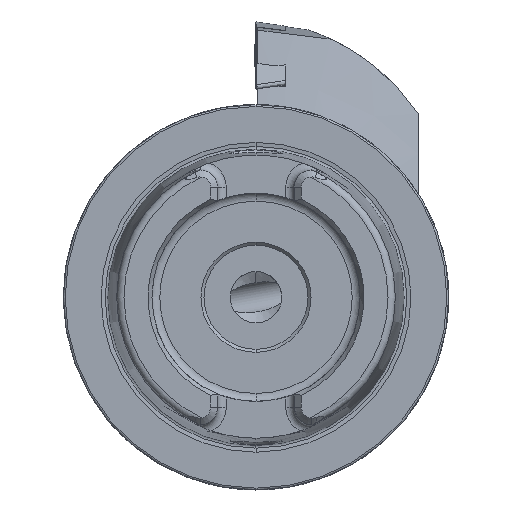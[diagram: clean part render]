
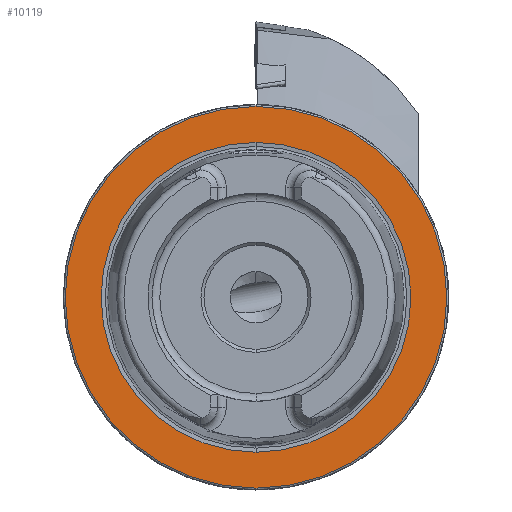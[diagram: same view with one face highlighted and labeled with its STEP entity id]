
A CAD part, left-side view. The second image highlights one B-rep face of the part: STEP entity #10119.
In plain terms, the highlighted planar face has unit normal (-1, 0, 0).
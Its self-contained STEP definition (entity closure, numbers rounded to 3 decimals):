
#511 = DIRECTION ( 'NONE',  ( -1., 0., 0. ) ) ;
#1751 = EDGE_CURVE ( 'NONE', #4357, #7350, #13887, .T. ) ;
#2319 = CARTESIAN_POINT ( 'NONE',  ( 0., 0., -31.2 ) ) ;
#2511 = CARTESIAN_POINT ( 'NONE',  ( 0., 0., 25.324 ) ) ;
#2556 = DIRECTION ( 'NONE',  ( -1., 0., 0. ) ) ;
#2922 = EDGE_LOOP ( 'NONE', ( #5013, #14209 ) ) ;
#3585 = CARTESIAN_POINT ( 'NONE',  ( 0., 31.2, 0. ) ) ;
#4189 = CARTESIAN_POINT ( 'NONE',  ( 0., 0., 0. ) ) ;
#4357 = VERTEX_POINT ( 'NONE', #13577 ) ;
#4362 = DIRECTION ( 'NONE',  ( 0., 0., 1. ) ) ;
#4366 = AXIS2_PLACEMENT_3D ( 'NONE', #8319, #511, #4362 ) ;
#4559 = CARTESIAN_POINT ( 'NONE',  ( 0., 0., 0. ) ) ;
#4826 = ORIENTED_EDGE ( 'NONE', *, *, #15046, .F. ) ;
#4910 = AXIS2_PLACEMENT_3D ( 'NONE', #4189, #16044, #5603 ) ;
#5013 = ORIENTED_EDGE ( 'NONE', *, *, #11488, .T. ) ;
#5282 = FACE_OUTER_BOUND ( 'NONE', #2922, .T. ) ;
#5603 = DIRECTION ( 'NONE',  ( 0., 0., 1. ) ) ;
#5610 = VERTEX_POINT ( 'NONE', #2319 ) ;
#6285 = CARTESIAN_POINT ( 'NONE',  ( 0., 0., 0. ) ) ;
#6911 = AXIS2_PLACEMENT_3D ( 'NONE', #3585, #13971, #16578 ) ;
#7306 = VERTEX_POINT ( 'NONE', #12962 ) ;
#7350 = VERTEX_POINT ( 'NONE', #2511 ) ;
#7528 = DIRECTION ( 'NONE',  ( 0., 0., 1. ) ) ;
#7762 = FACE_BOUND ( 'NONE', #16041, .T. ) ;
#8319 = CARTESIAN_POINT ( 'NONE',  ( 0., 0., 0. ) ) ;
#8365 = CIRCLE ( 'NONE', #9897, 31.2 ) ;
#9632 = EDGE_CURVE ( 'NONE', #5610, #7306, #8365, .T. ) ;
#9841 = DIRECTION ( 'NONE',  ( -1., 0., 0. ) ) ;
#9897 = AXIS2_PLACEMENT_3D ( 'NONE', #6285, #2556, #7528 ) ;
#10119 = ADVANCED_FACE ( 'NONE', ( #7762, #5282 ), #11532, .F. ) ;
#10478 = ORIENTED_EDGE ( 'NONE', *, *, #1751, .F. ) ;
#11488 = EDGE_CURVE ( 'NONE', #7306, #5610, #11645, .T. ) ;
#11532 = PLANE ( 'NONE',  #6911 ) ;
#11645 = CIRCLE ( 'NONE', #4910, 31.2 ) ;
#12318 = AXIS2_PLACEMENT_3D ( 'NONE', #4559, #9841, #16467 ) ;
#12962 = CARTESIAN_POINT ( 'NONE',  ( 0., 0., 31.2 ) ) ;
#13577 = CARTESIAN_POINT ( 'NONE',  ( 0., 0., -25.324 ) ) ;
#13887 = CIRCLE ( 'NONE', #4366, 25.324 ) ;
#13971 = DIRECTION ( 'NONE',  ( 1., 0., 0. ) ) ;
#14209 = ORIENTED_EDGE ( 'NONE', *, *, #9632, .T. ) ;
#14324 = CIRCLE ( 'NONE', #12318, 25.324 ) ;
#15046 = EDGE_CURVE ( 'NONE', #7350, #4357, #14324, .T. ) ;
#16041 = EDGE_LOOP ( 'NONE', ( #4826, #10478 ) ) ;
#16044 = DIRECTION ( 'NONE',  ( -1., 0., 0. ) ) ;
#16467 = DIRECTION ( 'NONE',  ( 0., 0., 1. ) ) ;
#16578 = DIRECTION ( 'NONE',  ( 0., 0., -1. ) ) ;
